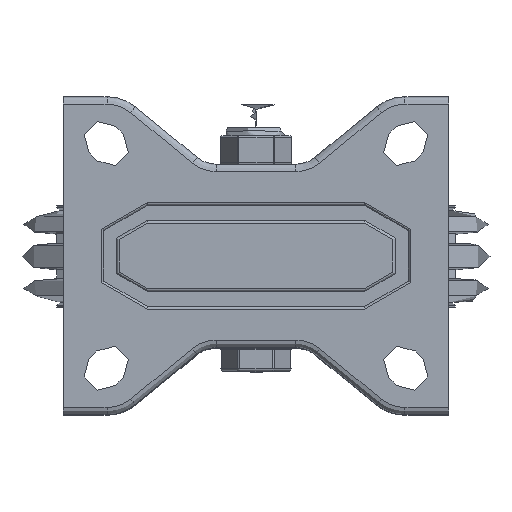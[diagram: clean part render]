
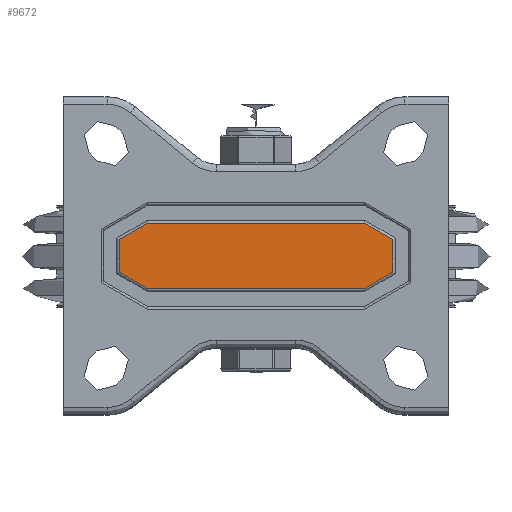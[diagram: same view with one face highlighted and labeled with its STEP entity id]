
A CAD part, top view. The second image highlights one B-rep face of the part: STEP entity #9672.
In plain terms, the highlighted planar face has unit normal (0, 0, 1).
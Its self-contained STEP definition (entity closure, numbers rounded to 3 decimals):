
#383=PLANE('',#10506);
#1008=FACE_OUTER_BOUND('',#1598,.T.);
#1598=EDGE_LOOP('',(#6858,#6859,#6860,#6861));
#2230=LINE('',#14575,#2950);
#2232=LINE('',#14587,#2952);
#2950=VECTOR('',#11742,1000.);
#2952=VECTOR('',#11756,1000.);
#3655=CIRCLE('',#10448,8.75);
#3658=CIRCLE('',#10453,8.75);
#4175=VERTEX_POINT('',#14571);
#4177=VERTEX_POINT('',#14574);
#4180=VERTEX_POINT('',#14582);
#4181=VERTEX_POINT('',#14586);
#5142=EDGE_CURVE('',#4175,#4177,#2230,.T.);
#5146=EDGE_CURVE('',#4177,#4180,#3655,.T.);
#5148=EDGE_CURVE('',#4180,#4181,#2232,.T.);
#5151=EDGE_CURVE('',#4181,#4175,#3658,.T.);
#6858=ORIENTED_EDGE('',*,*,#5151,.F.);
#6859=ORIENTED_EDGE('',*,*,#5148,.F.);
#6860=ORIENTED_EDGE('',*,*,#5146,.F.);
#6861=ORIENTED_EDGE('',*,*,#5142,.F.);
#9672=ADVANCED_FACE('',(#1008),#383,.T.);
#10448=AXIS2_PLACEMENT_3D('',#14583,#11750,#11751);
#10453=AXIS2_PLACEMENT_3D('',#14592,#11762,#11763);
#10506=AXIS2_PLACEMENT_3D('',#15099,#11946,#11947);
#11742=DIRECTION('',(1.,0.,0.));
#11750=DIRECTION('center_axis',(0.,0.,-1.));
#11751=DIRECTION('ref_axis',(1.,0.,0.));
#11756=DIRECTION('',(-1.,0.,0.));
#11762=DIRECTION('center_axis',(0.,0.,-1.));
#11763=DIRECTION('ref_axis',(-1.,0.,0.));
#11946=DIRECTION('center_axis',(0.,0.,1.));
#11947=DIRECTION('ref_axis',(1.,0.,0.));
#14571=CARTESIAN_POINT('',(-29.,8.75,0.));
#14574=CARTESIAN_POINT('',(29.,8.75,0.));
#14575=CARTESIAN_POINT('',(0.,8.75,0.));
#14582=CARTESIAN_POINT('',(29.,-8.75,0.));
#14583=CARTESIAN_POINT('Origin',(29.,0.,0.));
#14586=CARTESIAN_POINT('',(-29.,-8.75,0.));
#14587=CARTESIAN_POINT('',(0.,-8.75,0.));
#14592=CARTESIAN_POINT('Origin',(-29.,0.,
0.));
#15099=CARTESIAN_POINT('Origin',(0.,0.,0.));
